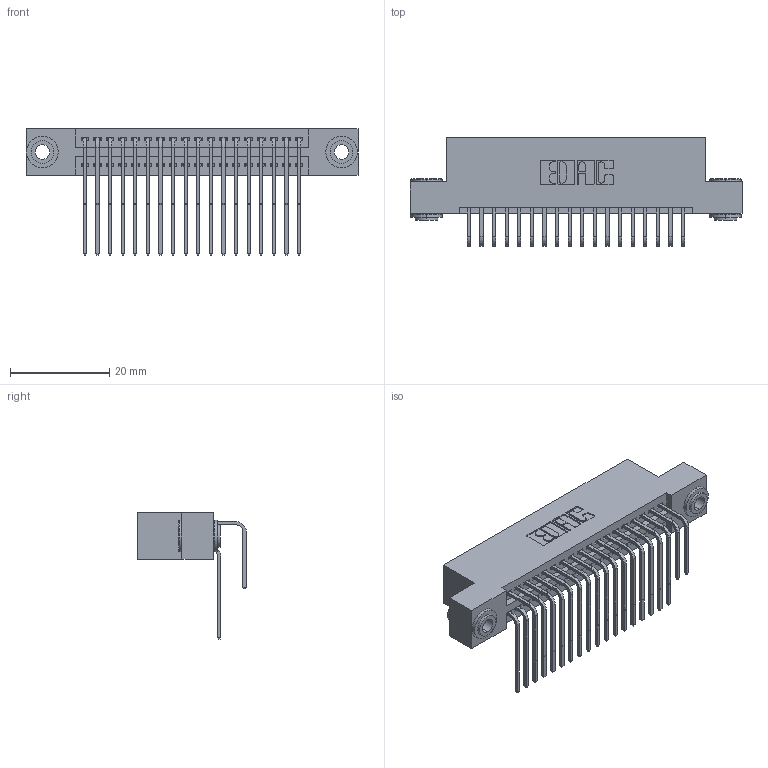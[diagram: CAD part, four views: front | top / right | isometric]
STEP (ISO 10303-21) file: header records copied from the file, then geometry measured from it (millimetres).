
FILE_DESCRIPTION (( 'STEP AP203' ), '1' );
FILE_NAME ('395-036-558-203.STEP', '2018-11-13T21:18:27', ( '' ), ( '' ), 'SwSTEP 2.0', 'SolidWorks 2016', '' );
FILE_SCHEMA (( 'CONFIG_CONTROL_DESIGN' ));
Length unit declared in the file: inch
Products named in the file (5): 395-036-558-203; 345-250-002_345-250-002-102; 345-292-001_558 Tail - 2; 345 Part_Flush Mounting Lugs - 0.156 Dia-TH; 345-292-001_558 559 Tail - 1
Assembly tree (39 placements, depth 2):
  395-036-558-203
    345 Part_Flush Mounting Lugs - 0.156 Dia-TH
    345-292-001_558 559 Tail - 1  x18
    345-292-001_558 Tail - 2  x18
    345-250-002_345-250-002-102  x2
Bounding box: 66.93 x 21.83 x 25.53 mm (x, y, z)
Volume: 6505.8 mm3; surface area: 10333.3 mm2
Topology: 39 solids, 39 shells, 2036 faces, 5997 edges, 3946 vertices
Faces by surface type: plane 1350, cylinder 678, cone 8
Entity records: 19656 total; most frequent: CARTESIAN_POINT 3338, ORIENTED_EDGE 3214, DIRECTION 2977, EDGE_CURVE 1607, VECTOR 1339, LINE 1339, VERTEX_POINT 1066, AXIS2_PLACEMENT_3D 819
